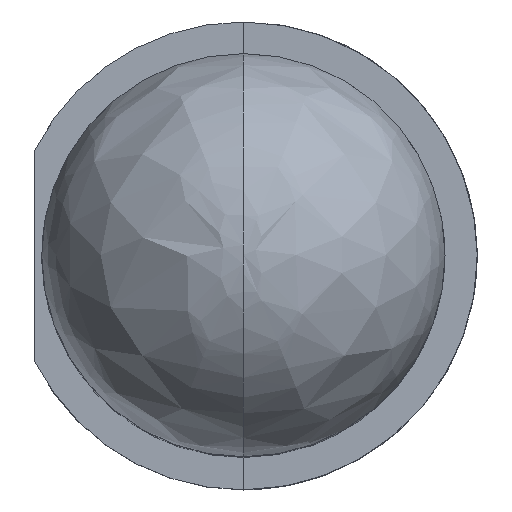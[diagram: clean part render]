
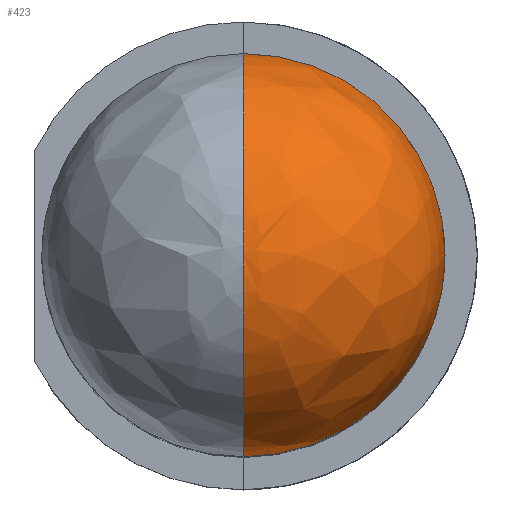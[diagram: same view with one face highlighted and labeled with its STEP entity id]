
A CAD part, top view. The second image highlights one B-rep face of the part: STEP entity #423.
In plain terms, the highlighted free-form (B-spline) face has degree [2, 2] with [3, 11] control points.
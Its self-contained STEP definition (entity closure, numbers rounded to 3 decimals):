
#14=B_SPLINE_CURVE_WITH_KNOTS('',3,(#683,#684,#685,#686,#687,#688,#689,
#690,#691,#692,#693,#694,#695,#696,#697,#698,#699,#700,#701,#702,#703,#704,
#705,#706),.UNSPECIFIED.,.F.,.F.,(4,2,2,2,2,2,2,2,2,2,2,4),(0.,
0.098,0.195,0.293,0.345,
0.384,0.388,0.39,0.392,
0.393,0.394,0.394),.UNSPECIFIED.);
#15=B_SPLINE_CURVE_WITH_KNOTS('',3,(#709,#710,#711,#712,#713,#714,#715,
#716,#717,#718,#719,#720,#721,#722,#723,#724,#725,#726,#727,#728,#729,#730,
#731,#732,#733,#734),.UNSPECIFIED.,.F.,.F.,(4,2,2,2,2,2,2,2,2,2,2,2,4),
(0.,0.,0.,0.001,0.002,
0.003,0.005,0.01,0.048,
0.099,0.195,0.29,0.386),
 .UNSPECIFIED.);
#22=(
BOUNDED_SURFACE()
B_SPLINE_SURFACE(2,2,((#827,#828,#829,#830,#831,#832,#833,#834,#835,#836,
#837),(#838,#839,#840,#841,#842,#843,#844,#845,#846,#847,#848),(#849,#850,
#851,#852,#853,#854,#855,#856,#857,#858,#859)),.UNSPECIFIED.,.F.,.T.,.F.)
B_SPLINE_SURFACE_WITH_KNOTS((3,3),(3,2,2,2,2,3),(0.,1.57),
(-8.813,-7.854,-6.283,-4.712,
-3.142,-2.53),.UNSPECIFIED.)
GEOMETRIC_REPRESENTATION_ITEM()
RATIONAL_B_SPLINE_SURFACE(((0.861,0.821,1.,0.707,
1.,0.707,1.,0.707,1.,0.886,0.861),
(0.609,0.581,0.707,0.5,
0.707,0.5,0.707,0.5,
0.707,0.627,0.609),(0.861,
0.821,1.,0.707,1.,0.707,1.,0.707,
1.,0.886,0.861)))
REPRESENTATION_ITEM('')
SURFACE()
);
#33=CIRCLE('',#466,2.498);
#66=FACE_OUTER_BOUND('',#93,.T.);
#93=EDGE_LOOP('',(#357,#358,#359));
#196=VERTEX_POINT('',#678);
#197=VERTEX_POINT('',#682);
#198=VERTEX_POINT('',#707);
#240=EDGE_CURVE('',#197,#196,#14,.T.);
#242=EDGE_CURVE('',#196,#198,#15,.T.);
#252=EDGE_CURVE('',#198,#197,#33,.T.);
#357=ORIENTED_EDGE('',*,*,#242,.T.);
#358=ORIENTED_EDGE('',*,*,#252,.T.);
#359=ORIENTED_EDGE('',*,*,#240,.T.);
#423=ADVANCED_FACE('',(#66),#22,.F.);
#466=AXIS2_PLACEMENT_3D('',#814,#546,#547);
#546=DIRECTION('center_axis',(0.,0.,1.));
#547=DIRECTION('ref_axis',(1.,0.,0.));
#678=CARTESIAN_POINT('',(0.002,0.,8.8));
#682=CARTESIAN_POINT('',(0.,2.498,6.301));
#683=CARTESIAN_POINT('Ctrl Pts',(0.,2.498,
6.301));
#684=CARTESIAN_POINT('Ctrl Pts',(0.,2.498,
6.626));
#685=CARTESIAN_POINT('Ctrl Pts',(0.,2.435,
6.948));
#686=CARTESIAN_POINT('Ctrl Pts',(0.,2.188,
7.55));
#687=CARTESIAN_POINT('Ctrl Pts',(0.,2.007,
7.824));
#688=CARTESIAN_POINT('Ctrl Pts',(0.,1.549,8.287));
#689=CARTESIAN_POINT('Ctrl Pts',(0.,1.278,
8.472));
#690=CARTESIAN_POINT('Ctrl Pts',(0.,0.82,
8.667));
#691=CARTESIAN_POINT('Ctrl Pts',(0.,0.655,
8.718));
#692=CARTESIAN_POINT('Ctrl Pts',(0.,0.359,
8.777));
#693=CARTESIAN_POINT('Ctrl Pts',(0.,0.229,
8.793));
#694=CARTESIAN_POINT('Ctrl Pts',(0.,0.083,
8.799));
#695=CARTESIAN_POINT('Ctrl Pts',(0.,0.067,
8.799));
#696=CARTESIAN_POINT('Ctrl Pts',(0.,0.045,
8.8));
#697=CARTESIAN_POINT('Ctrl Pts',(0.,0.039,
8.8));
#698=CARTESIAN_POINT('Ctrl Pts',(0.,0.029,
8.8));
#699=CARTESIAN_POINT('Ctrl Pts',(0.,0.024,
8.8));
#700=CARTESIAN_POINT('Ctrl Pts',(0.,0.016,
8.8));
#701=CARTESIAN_POINT('Ctrl Pts',(0.,0.012,
8.8));
#702=CARTESIAN_POINT('Ctrl Pts',(0.,0.006,
8.8));
#703=CARTESIAN_POINT('Ctrl Pts',(0.,0.003,
8.8));
#704=CARTESIAN_POINT('Ctrl Pts',(0.,0.,
8.8));
#705=CARTESIAN_POINT('Ctrl Pts',(0.002,0.001,
8.8));
#706=CARTESIAN_POINT('Ctrl Pts',(0.002,0.,
8.8));
#707=CARTESIAN_POINT('',(0.,-2.498,6.301));
#709=CARTESIAN_POINT('Ctrl Pts',(0.002,0.,
8.8));
#710=CARTESIAN_POINT('Ctrl Pts',(0.002,-0.001,
8.8));
#711=CARTESIAN_POINT('Ctrl Pts',(0.,0.,
8.8));
#712=CARTESIAN_POINT('Ctrl Pts',(0.,-0.001,
8.8));
#713=CARTESIAN_POINT('Ctrl Pts',(0.,-0.002,
8.8));
#714=CARTESIAN_POINT('Ctrl Pts',(0.,-0.005,
8.8));
#715=CARTESIAN_POINT('Ctrl Pts',(0.,-0.008,
8.8));
#716=CARTESIAN_POINT('Ctrl Pts',(0.,-0.015,
8.8));
#717=CARTESIAN_POINT('Ctrl Pts',(0.,-0.019,
8.8));
#718=CARTESIAN_POINT('Ctrl Pts',(0.,-0.027,
8.8));
#719=CARTESIAN_POINT('Ctrl Pts',(0.,-0.03,
8.8));
#720=CARTESIAN_POINT('Ctrl Pts',(0.,-0.039,
8.8));
#721=CARTESIAN_POINT('Ctrl Pts',(0.,-0.045,
8.8));
#722=CARTESIAN_POINT('Ctrl Pts',(0.,-0.067,
8.799));
#723=CARTESIAN_POINT('Ctrl Pts',(0.,-0.083,
8.799));
#724=CARTESIAN_POINT('Ctrl Pts',(0.,-0.229,
8.793));
#725=CARTESIAN_POINT('Ctrl Pts',(0.,-0.359,
8.777));
#726=CARTESIAN_POINT('Ctrl Pts',(0.,-0.655,
8.718));
#727=CARTESIAN_POINT('Ctrl Pts',(0.,-0.82,
8.667));
#728=CARTESIAN_POINT('Ctrl Pts',(0.,-1.278,
8.472));
#729=CARTESIAN_POINT('Ctrl Pts',(0.,-1.549,
8.287));
#730=CARTESIAN_POINT('Ctrl Pts',(0.,-2.007,
7.824));
#731=CARTESIAN_POINT('Ctrl Pts',(0.,-2.188,
7.55));
#732=CARTESIAN_POINT('Ctrl Pts',(0.,-2.435,
6.948));
#733=CARTESIAN_POINT('Ctrl Pts',(0.,-2.498,
6.626));
#734=CARTESIAN_POINT('Ctrl Pts',(0.,-2.498,
6.301));
#814=CARTESIAN_POINT('Origin',(0.002,0.,6.301));
#827=CARTESIAN_POINT('Ctrl Pts',(-2.057,-1.416,6.301));
#828=CARTESIAN_POINT('Ctrl Pts',(-1.312,-2.498,6.301));
#829=CARTESIAN_POINT('Ctrl Pts',(0.002,-2.498,6.301));
#830=CARTESIAN_POINT('Ctrl Pts',(2.5,-2.498,6.3));
#831=CARTESIAN_POINT('Ctrl Pts',(2.5,0.,6.3));
#832=CARTESIAN_POINT('Ctrl Pts',(2.5,2.498,6.3));
#833=CARTESIAN_POINT('Ctrl Pts',(0.002,2.498,6.301));
#834=CARTESIAN_POINT('Ctrl Pts',(-2.497,2.498,6.301));
#835=CARTESIAN_POINT('Ctrl Pts',(-2.497,0.,6.301));
#836=CARTESIAN_POINT('Ctrl Pts',(-2.497,-0.776,6.301));
#837=CARTESIAN_POINT('Ctrl Pts',(-2.057,-1.416,6.301));
#838=CARTESIAN_POINT('Ctrl Pts',(-2.056,-1.415,8.799));
#839=CARTESIAN_POINT('Ctrl Pts',(-1.312,-2.498,8.799));
#840=CARTESIAN_POINT('Ctrl Pts',(0.002,-2.498,
8.798));
#841=CARTESIAN_POINT('Ctrl Pts',(2.5,-2.498,8.798));
#842=CARTESIAN_POINT('Ctrl Pts',(2.5,0.,8.798));
#843=CARTESIAN_POINT('Ctrl Pts',(2.5,2.498,8.798));
#844=CARTESIAN_POINT('Ctrl Pts',(0.002,2.498,8.798));
#845=CARTESIAN_POINT('Ctrl Pts',(-2.495,2.498,8.799));
#846=CARTESIAN_POINT('Ctrl Pts',(-2.495,0.,8.799));
#847=CARTESIAN_POINT('Ctrl Pts',(-2.495,-0.776,8.799));
#848=CARTESIAN_POINT('Ctrl Pts',(-2.056,-1.415,8.799));
#849=CARTESIAN_POINT('Ctrl Pts',(0.002,0.,
8.8));
#850=CARTESIAN_POINT('Ctrl Pts',(0.002,0.,
8.8));
#851=CARTESIAN_POINT('Ctrl Pts',(0.002,0.,
8.8));
#852=CARTESIAN_POINT('Ctrl Pts',(0.002,0.,
8.8));
#853=CARTESIAN_POINT('Ctrl Pts',(0.002,0.,8.8));
#854=CARTESIAN_POINT('Ctrl Pts',(0.002,0.,
8.8));
#855=CARTESIAN_POINT('Ctrl Pts',(0.002,0.,
8.8));
#856=CARTESIAN_POINT('Ctrl Pts',(0.002,0.,
8.8));
#857=CARTESIAN_POINT('Ctrl Pts',(0.002,0.,8.8));
#858=CARTESIAN_POINT('Ctrl Pts',(0.002,0.,
8.8));
#859=CARTESIAN_POINT('Ctrl Pts',(0.002,0.,
8.8));
